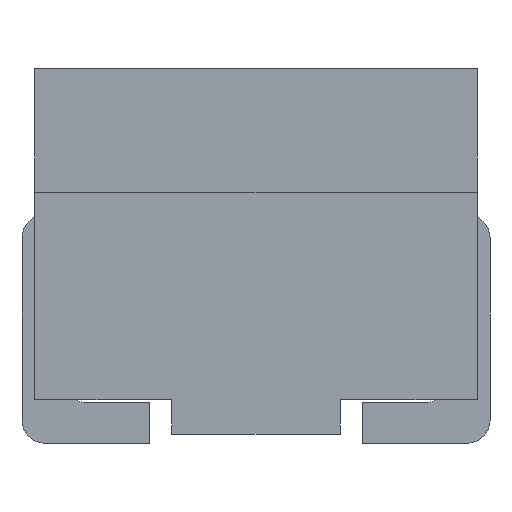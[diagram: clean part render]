
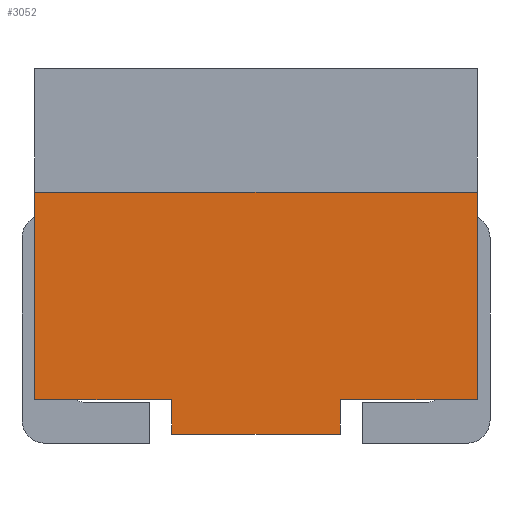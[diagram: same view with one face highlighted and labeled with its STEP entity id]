
A CAD part, front view. The second image highlights one B-rep face of the part: STEP entity #3052.
In plain terms, the highlighted planar face has unit normal (0, -1, 0).
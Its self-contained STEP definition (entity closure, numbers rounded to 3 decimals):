
#222=LINE('',#4661,#482);
#243=LINE('',#4703,#503);
#246=LINE('',#4709,#506);
#249=LINE('',#4715,#509);
#250=LINE('',#4717,#510);
#251=LINE('',#4719,#511);
#252=LINE('',#4721,#512);
#253=LINE('',#4723,#513);
#482=VECTOR('',#3508,1000.);
#503=VECTOR('',#3535,1000.);
#506=VECTOR('',#3542,1000.);
#509=VECTOR('',#3547,1000.);
#510=VECTOR('',#3548,1000.);
#511=VECTOR('',#3549,1000.);
#512=VECTOR('',#3550,1000.);
#513=VECTOR('',#3551,1000.);
#996=ORIENTED_EDGE('',*,*,#1390,.F.);
#997=ORIENTED_EDGE('',*,*,#1414,.F.);
#998=ORIENTED_EDGE('',*,*,#1417,.F.);
#999=ORIENTED_EDGE('',*,*,#1418,.F.);
#1000=ORIENTED_EDGE('',*,*,#1419,.F.);
#1001=ORIENTED_EDGE('',*,*,#1420,.F.);
#1002=ORIENTED_EDGE('',*,*,#1421,.F.);
#1003=ORIENTED_EDGE('',*,*,#1411,.F.);
#1390=EDGE_CURVE('',#1633,#1634,#222,.T.);
#1411=EDGE_CURVE('',#1634,#1652,#243,.T.);
#1414=EDGE_CURVE('',#1653,#1633,#246,.T.);
#1417=EDGE_CURVE('',#1655,#1653,#249,.T.);
#1418=EDGE_CURVE('',#1656,#1655,#250,.T.);
#1419=EDGE_CURVE('',#1657,#1656,#251,.T.);
#1420=EDGE_CURVE('',#1658,#1657,#252,.T.);
#1421=EDGE_CURVE('',#1652,#1658,#253,.T.);
#1633=VERTEX_POINT('',#4660);
#1634=VERTEX_POINT('',#4662);
#1652=VERTEX_POINT('',#4704);
#1653=VERTEX_POINT('',#4710);
#1655=VERTEX_POINT('',#4716);
#1656=VERTEX_POINT('',#4718);
#1657=VERTEX_POINT('',#4720);
#1658=VERTEX_POINT('',#4722);
#1839=EDGE_LOOP('',(#996,#997,#998,#999,#1000,#1001,#1002,#1003));
#1974=FACE_BOUND('',#1839,.T.);
#2081=PLANE('',#3167);
#3052=ADVANCED_FACE('',(#1974),#2081,.F.);
#3167=AXIS2_PLACEMENT_3D('',#4714,#3545,#3546);
#3508=DIRECTION('',(1.,0.,0.));
#3535=DIRECTION('',(0.,0.,-1.));
#3542=DIRECTION('',(0.,0.,1.));
#3545=DIRECTION('',(0.,1.,0.));
#3546=DIRECTION('',(0.,0.,1.));
#3547=DIRECTION('',(-1.,0.,0.));
#3548=DIRECTION('',(0.,0.,1.));
#3549=DIRECTION('',(-1.,0.,0.));
#3550=DIRECTION('',(0.,0.,-1.));
#3551=DIRECTION('',(-1.,0.,0.));
#4660=CARTESIAN_POINT('',(-4.85,-3.8,5.299));
#4661=CARTESIAN_POINT('',(-4.85,-3.8,5.299));
#4662=CARTESIAN_POINT('',(4.85,-3.8,5.299));
#4703=CARTESIAN_POINT('',(4.85,-3.8,8.));
#4704=CARTESIAN_POINT('',(4.85,-3.8,0.75));
#4709=CARTESIAN_POINT('',(-4.85,-3.8,0.75));
#4710=CARTESIAN_POINT('',(-4.85,-3.8,0.75));
#4714=CARTESIAN_POINT('',(0.,-3.8,0.));
#4715=CARTESIAN_POINT('',(-1.85,-3.8,0.75));
#4716=CARTESIAN_POINT('',(-1.85,-3.8,0.75));
#4717=CARTESIAN_POINT('',(-1.85,-3.8,0.));
#4718=CARTESIAN_POINT('',(-1.85,-3.8,0.));
#4719=CARTESIAN_POINT('',(1.85,-3.8,0.));
#4720=CARTESIAN_POINT('',(1.85,-3.8,0.));
#4721=CARTESIAN_POINT('',(1.85,-3.8,0.));
#4722=CARTESIAN_POINT('',(1.85,-3.8,0.75));
#4723=CARTESIAN_POINT('',(1.85,-3.8,0.75));
